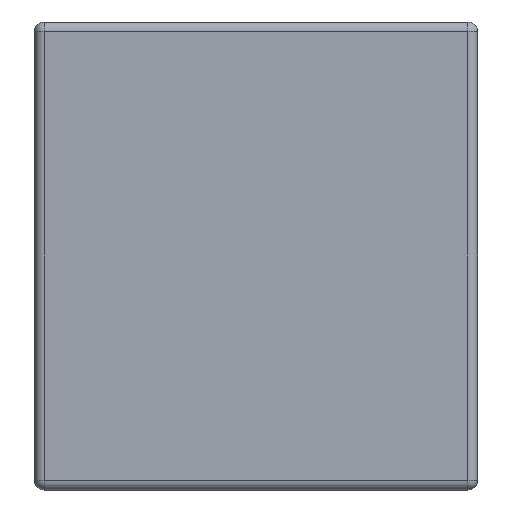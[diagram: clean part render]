
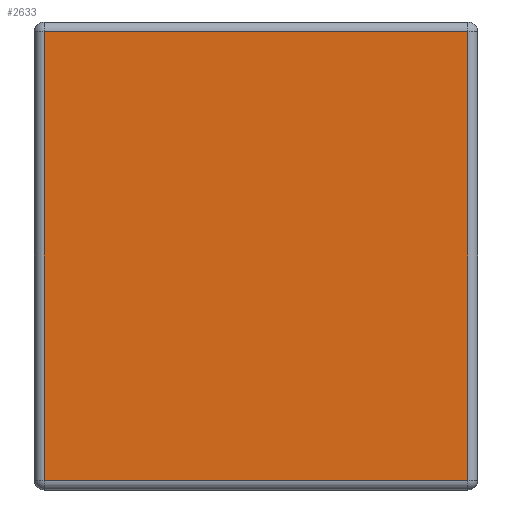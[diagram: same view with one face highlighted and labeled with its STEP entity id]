
A CAD part, left-side view. The second image highlights one B-rep face of the part: STEP entity #2633.
In plain terms, the highlighted planar face has unit normal (-1, 0, 0).
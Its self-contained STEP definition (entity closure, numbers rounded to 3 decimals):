
#276 = EDGE_CURVE ( 'NONE', #1794, #2731, #4376, .T. ) ;
#306 = VERTEX_POINT ( 'NONE', #1400 ) ;
#609 = DIRECTION ( 'NONE',  ( 0., 0., 1. ) ) ;
#682 = CARTESIAN_POINT ( 'NONE',  ( 0., 1.8, -0.04 ) ) ;
#773 = ORIENTED_EDGE ( 'NONE', *, *, #276, .T. ) ;
#1141 = VECTOR ( 'NONE', #1996, 1000. ) ;
#1255 = VERTEX_POINT ( 'NONE', #1669 ) ;
#1396 = VECTOR ( 'NONE', #4443, 1000. ) ;
#1400 = CARTESIAN_POINT ( 'NONE',  ( 0., 0.04, -1.86 ) ) ;
#1669 = CARTESIAN_POINT ( 'NONE',  ( 0., 1.76, -1.86 ) ) ;
#1794 = VERTEX_POINT ( 'NONE', #2767 ) ;
#1795 = CARTESIAN_POINT ( 'NONE',  ( 0., 1.76, -1.9 ) ) ;
#1996 = DIRECTION ( 'NONE',  ( 0., -1., 0. ) ) ;
#2086 = AXIS2_PLACEMENT_3D ( 'NONE', #4654, #3926, #4565 ) ;
#2285 = ORIENTED_EDGE ( 'NONE', *, *, #3609, .T. ) ;
#2415 = LINE ( 'NONE', #3924, #3012 ) ;
#2633 = ADVANCED_FACE ( 'NONE', ( #3024 ), #3390, .T. ) ;
#2731 = VERTEX_POINT ( 'NONE', #4705 ) ;
#2767 = CARTESIAN_POINT ( 'NONE',  ( 0., 0.04, -0.04 ) ) ;
#2782 = VECTOR ( 'NONE', #3687, 1000. ) ;
#2976 = EDGE_LOOP ( 'NONE', ( #2285, #4611, #773, #3606 ) ) ;
#3012 = VECTOR ( 'NONE', #609, 1000. ) ;
#3024 = FACE_OUTER_BOUND ( 'NONE', #2976, .T. ) ;
#3390 = PLANE ( 'NONE',  #2086 ) ;
#3458 = EDGE_CURVE ( 'NONE', #2731, #1255, #4094, .T. ) ;
#3606 = ORIENTED_EDGE ( 'NONE', *, *, #3458, .T. ) ;
#3609 = EDGE_CURVE ( 'NONE', #1255, #306, #3867, .T. ) ;
#3687 = DIRECTION ( 'NONE',  ( 0., 1., 0. ) ) ;
#3867 = LINE ( 'NONE', #4555, #1141 ) ;
#3924 = CARTESIAN_POINT ( 'NONE',  ( 0., 0.04, 0. ) ) ;
#3926 = DIRECTION ( 'NONE',  ( -1., 0., 0. ) ) ;
#4094 = LINE ( 'NONE', #1795, #1396 ) ;
#4216 = EDGE_CURVE ( 'NONE', #306, #1794, #2415, .T. ) ;
#4376 = LINE ( 'NONE', #682, #2782 ) ;
#4443 = DIRECTION ( 'NONE',  ( 0., 0., -1. ) ) ;
#4555 = CARTESIAN_POINT ( 'NONE',  ( 0., 0., -1.86 ) ) ;
#4565 = DIRECTION ( 'NONE',  ( 0., 0., 1. ) ) ;
#4611 = ORIENTED_EDGE ( 'NONE', *, *, #4216, .T. ) ;
#4654 = CARTESIAN_POINT ( 'NONE',  ( 0., 0., 0. ) ) ;
#4705 = CARTESIAN_POINT ( 'NONE',  ( 0., 1.76, -0.04 ) ) ;
